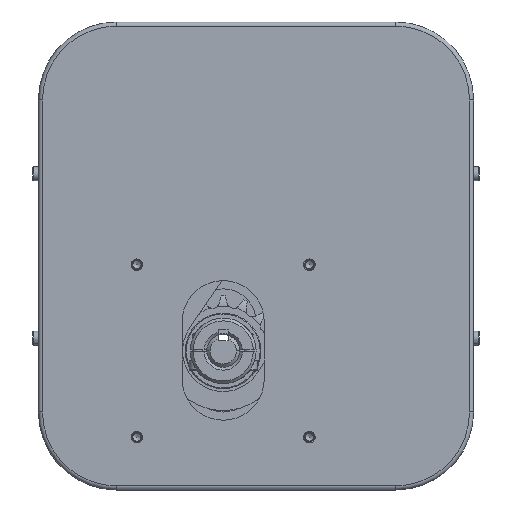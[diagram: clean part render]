
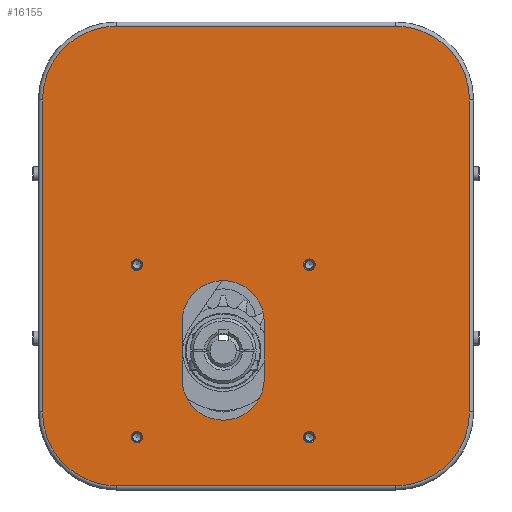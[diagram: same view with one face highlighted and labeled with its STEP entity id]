
A CAD part, front view. The second image highlights one B-rep face of the part: STEP entity #16155.
In plain terms, the highlighted planar face has unit normal (0, -1, 0).
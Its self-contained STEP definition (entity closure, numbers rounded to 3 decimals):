
#985=FACE_BOUND('',#2748,.T.);
#986=FACE_BOUND('',#2749,.T.);
#987=FACE_BOUND('',#2750,.T.);
#988=FACE_BOUND('',#2751,.T.);
#989=FACE_BOUND('',#2752,.T.);
#1282=PLANE('',#17272);
#1720=FACE_OUTER_BOUND('',#2747,.T.);
#2747=EDGE_LOOP('',(#11165,#11166,#11167,#11168,#11169,#11170,#11171,#11172));
#2748=EDGE_LOOP('',(#11173));
#2749=EDGE_LOOP('',(#11174));
#2750=EDGE_LOOP('',(#11175));
#2751=EDGE_LOOP('',(#11176));
#2752=EDGE_LOOP('',(#11177,#11178,#11179,#11180));
#4043=LINE('',#24935,#5086);
#4047=LINE('',#24946,#5090);
#4050=LINE('',#24956,#5093);
#4052=LINE('',#24974,#5095);
#4053=LINE('',#24979,#5096);
#4056=LINE('',#24995,#5099);
#5086=VECTOR('',#19508,1.);
#5090=VECTOR('',#19520,1.);
#5093=VECTOR('',#19529,1.);
#5095=VECTOR('',#19551,1.);
#5096=VECTOR('',#19556,1.);
#5099=VECTOR('',#19577,1.);
#6111=CIRCLE('',#17221,3.5);
#6113=CIRCLE('',#17224,3.5);
#6115=CIRCLE('',#17227,3.5);
#6117=CIRCLE('',#17230,3.5);
#6119=CIRCLE('',#17233,25.);
#6121=CIRCLE('',#17237,25.);
#6127=CIRCLE('',#17246,45.);
#6129=CIRCLE('',#17249,45.);
#6135=CIRCLE('',#17258,45.);
#6137=CIRCLE('',#17261,45.);
#7175=VERTEX_POINT('',#24901);
#7177=VERTEX_POINT('',#24907);
#7179=VERTEX_POINT('',#24913);
#7181=VERTEX_POINT('',#24919);
#7183=VERTEX_POINT('',#24925);
#7184=VERTEX_POINT('',#24926);
#7187=VERTEX_POINT('',#24934);
#7189=VERTEX_POINT('',#24940);
#7191=VERTEX_POINT('',#24949);
#7194=VERTEX_POINT('',#24954);
#7195=VERTEX_POINT('',#24958);
#7198=VERTEX_POINT('',#24965);
#7199=VERTEX_POINT('',#24970);
#7202=VERTEX_POINT('',#24977);
#7203=VERTEX_POINT('',#24982);
#7206=VERTEX_POINT('',#24989);
#8709=EDGE_CURVE('',#7175,#7175,#6111,.T.);
#8712=EDGE_CURVE('',#7177,#7177,#6113,.T.);
#8715=EDGE_CURVE('',#7179,#7179,#6115,.T.);
#8718=EDGE_CURVE('',#7181,#7181,#6117,.T.);
#8721=EDGE_CURVE('',#7183,#7184,#6119,.T.);
#8725=EDGE_CURVE('',#7184,#7187,#4043,.T.);
#8728=EDGE_CURVE('',#7187,#7189,#6121,.T.);
#8731=EDGE_CURVE('',#7189,#7183,#4047,.T.);
#8736=EDGE_CURVE('',#7194,#7191,#4050,.T.);
#8739=EDGE_CURVE('',#7191,#7195,#6127,.T.);
#8741=EDGE_CURVE('',#7198,#7194,#6129,.T.);
#8745=EDGE_CURVE('',#7195,#7199,#4052,.T.);
#8747=EDGE_CURVE('',#7202,#7198,#4053,.T.);
#8751=EDGE_CURVE('',#7199,#7203,#6135,.T.);
#8753=EDGE_CURVE('',#7206,#7202,#6137,.T.);
#8756=EDGE_CURVE('',#7203,#7206,#4056,.T.);
#11165=ORIENTED_EDGE('',*,*,#8736,.F.);
#11166=ORIENTED_EDGE('',*,*,#8741,.F.);
#11167=ORIENTED_EDGE('',*,*,#8747,.F.);
#11168=ORIENTED_EDGE('',*,*,#8753,.F.);
#11169=ORIENTED_EDGE('',*,*,#8756,.F.);
#11170=ORIENTED_EDGE('',*,*,#8751,.F.);
#11171=ORIENTED_EDGE('',*,*,#8745,.F.);
#11172=ORIENTED_EDGE('',*,*,#8739,.F.);
#11173=ORIENTED_EDGE('',*,*,#8709,.F.);
#11174=ORIENTED_EDGE('',*,*,#8712,.F.);
#11175=ORIENTED_EDGE('',*,*,#8715,.F.);
#11176=ORIENTED_EDGE('',*,*,#8718,.F.);
#11177=ORIENTED_EDGE('',*,*,#8728,.F.);
#11178=ORIENTED_EDGE('',*,*,#8725,.F.);
#11179=ORIENTED_EDGE('',*,*,#8721,.F.);
#11180=ORIENTED_EDGE('',*,*,#8731,.F.);
#16155=ADVANCED_FACE('',(#1720,#985,#986,#987,#988,#989),#1282,.F.);
#17221=AXIS2_PLACEMENT_3D('',#24902,#19472,#19473);
#17224=AXIS2_PLACEMENT_3D('',#24908,#19479,#19480);
#17227=AXIS2_PLACEMENT_3D('',#24914,#19486,#19487);
#17230=AXIS2_PLACEMENT_3D('',#24920,#19493,#19494);
#17233=AXIS2_PLACEMENT_3D('',#24927,#19500,#19501);
#17237=AXIS2_PLACEMENT_3D('',#24941,#19513,#19514);
#17246=AXIS2_PLACEMENT_3D('',#24962,#19536,#19537);
#17249=AXIS2_PLACEMENT_3D('',#24967,#19542,#19543);
#17258=AXIS2_PLACEMENT_3D('',#24986,#19564,#19565);
#17261=AXIS2_PLACEMENT_3D('',#24991,#19570,#19571);
#17272=AXIS2_PLACEMENT_3D('',#25018,#19601,#19602);
#19472=DIRECTION('center_axis',(0.,-1.,0.));
#19473=DIRECTION('ref_axis',(-1.,0.,0.));
#19479=DIRECTION('center_axis',(0.,-1.,0.));
#19480=DIRECTION('ref_axis',(-1.,0.,0.));
#19486=DIRECTION('center_axis',(0.,-1.,0.));
#19487=DIRECTION('ref_axis',(1.,0.,0.));
#19493=DIRECTION('center_axis',(0.,-1.,0.));
#19494=DIRECTION('ref_axis',(1.,0.,0.));
#19500=DIRECTION('center_axis',(0.,-1.,0.));
#19501=DIRECTION('ref_axis',(1.,0.,0.));
#19508=DIRECTION('',(0.,0.,-1.));
#19513=DIRECTION('center_axis',(0.,-1.,0.));
#19514=DIRECTION('ref_axis',(-1.,0.,0.));
#19520=DIRECTION('',(0.,0.,1.));
#19529=DIRECTION('',(1.,0.,0.));
#19536=DIRECTION('center_axis',(0.,1.,0.));
#19537=DIRECTION('ref_axis',(0.707,0.,0.707));
#19542=DIRECTION('center_axis',(0.,1.,0.));
#19543=DIRECTION('ref_axis',(-0.707,0.,0.707));
#19551=DIRECTION('',(0.,0.,-1.));
#19556=DIRECTION('',(0.,0.,1.));
#19564=DIRECTION('center_axis',(0.,1.,0.));
#19565=DIRECTION('ref_axis',(0.707,0.,-0.707));
#19570=DIRECTION('center_axis',(0.,1.,0.));
#19571=DIRECTION('ref_axis',(-0.707,0.,-0.707));
#19577=DIRECTION('',(-1.,0.,0.));
#19601=DIRECTION('center_axis',(0.,1.,0.));
#19602=DIRECTION('ref_axis',(0.,0.,
1.));
#24901=CARTESIAN_POINT('',(41.506,-75.,-227.802));
#24902=CARTESIAN_POINT('Origin',(38.006,-75.,-227.802));
#24907=CARTESIAN_POINT('',(41.506,-75.,-122.802));
#24908=CARTESIAN_POINT('Origin',(38.006,-75.,-122.802));
#24913=CARTESIAN_POINT('',(139.506,-75.,-122.802));
#24914=CARTESIAN_POINT('Origin',(143.006,-75.,-122.802));
#24919=CARTESIAN_POINT('',(139.506,-75.,-227.802));
#24920=CARTESIAN_POINT('Origin',(143.006,-75.,-227.802));
#24925=CARTESIAN_POINT('',(115.506,-75.,-157.504));
#24926=CARTESIAN_POINT('',(65.506,-75.,-157.504));
#24927=CARTESIAN_POINT('Origin',(90.506,-75.,-157.504));
#24934=CARTESIAN_POINT('',(65.506,-75.,-192.504));
#24935=CARTESIAN_POINT('',(65.506,-75.,-137.504));
#24940=CARTESIAN_POINT('',(115.506,-75.,-192.504));
#24941=CARTESIAN_POINT('Origin',(90.506,-75.,-192.504));
#24946=CARTESIAN_POINT('',(115.506,-75.,-155.004));
#24949=CARTESIAN_POINT('',(195.496,-75.,22.496));
#24954=CARTESIAN_POINT('',(25.496,-75.,22.496));
#24956=CARTESIAN_POINT('',(67.996,-75.,22.496));
#24958=CARTESIAN_POINT('',(240.496,-75.,-22.504));
#24962=CARTESIAN_POINT('Origin',(195.496,-75.,-22.504));
#24965=CARTESIAN_POINT('',(-19.504,-75.,-22.504));
#24967=CARTESIAN_POINT('Origin',(25.496,-75.,-22.504));
#24970=CARTESIAN_POINT('',(240.496,-75.,-212.504));
#24974=CARTESIAN_POINT('',(240.496,-75.,-70.004));
#24977=CARTESIAN_POINT('',(-19.504,-75.,-212.504));
#24979=CARTESIAN_POINT('',(-19.504,-75.,-165.004));
#24982=CARTESIAN_POINT('',(195.496,-75.,-257.504));
#24986=CARTESIAN_POINT('Origin',(195.496,-75.,-212.504));
#24989=CARTESIAN_POINT('',(25.496,-75.,-257.504));
#24991=CARTESIAN_POINT('Origin',(25.496,-75.,-212.504));
#24995=CARTESIAN_POINT('',(152.996,-75.,-257.504));
#25018=CARTESIAN_POINT('Origin',(110.496,-75.,-117.504));
